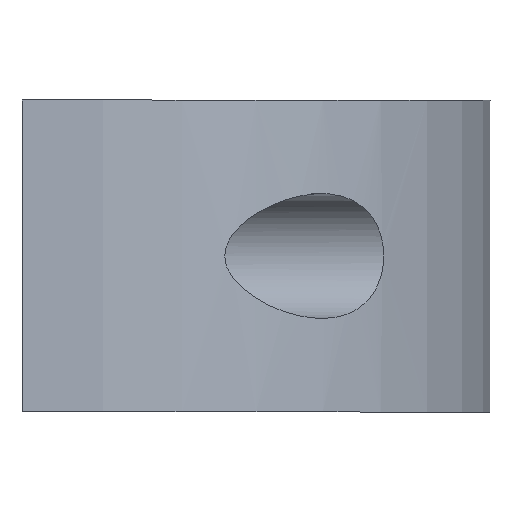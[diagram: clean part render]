
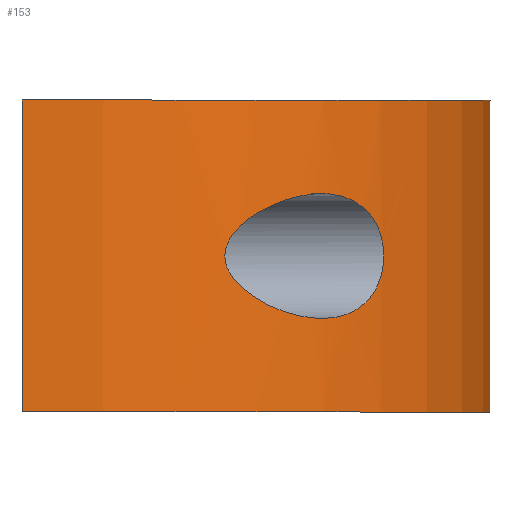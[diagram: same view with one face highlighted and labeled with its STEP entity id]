
A CAD part, left-side view. The second image highlights one B-rep face of the part: STEP entity #153.
In plain terms, the highlighted cylindrical face has radius 15 mm (diameter 30 mm), a partial arc.
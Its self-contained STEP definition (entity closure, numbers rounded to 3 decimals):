
#19=FACE_BOUND('',#34,.T.);
#20=FACE_BOUND('',#35,.T.);
#25=FACE_OUTER_BOUND('',#33,.T.);
#33=EDGE_LOOP('',(#117,#118,#119,#120));
#34=EDGE_LOOP('',(#121,#122));
#35=EDGE_LOOP('',(#123,#124));
#43=B_SPLINE_CURVE_WITH_KNOTS('',3,(#243,#244,#245,#246,#247,#248,#249,
#250,#251,#252,#253,#254,#255,#256,#257,#258,#259,#260,#261,#262),
 .UNSPECIFIED.,.F.,.F.,(4,2,2,2,2,2,2,2,2,4),(0.,0.036,0.072,
0.144,0.323,0.501,0.578,
0.654,0.712,0.77),.UNSPECIFIED.);
#44=B_SPLINE_CURVE_WITH_KNOTS('',3,(#263,#264,#265,#266,#267,#268,#269,
#270,#271,#272,#273,#274,#275,#276,#277,#278,#279,#280,#281,#282),
 .UNSPECIFIED.,.F.,.F.,(4,2,2,2,2,2,2,2,2,4),(0.77,0.828,
0.886,0.962,1.039,1.217,1.396,
1.468,1.504,1.54),.UNSPECIFIED.);
#45=B_SPLINE_CURVE_WITH_KNOTS('',3,(#289,#290,#291,#292,#293,#294,#295,
#296,#297,#298,#299,#300,#301,#302,#303,#304,#305,#306,#307,#308),
 .UNSPECIFIED.,.F.,.F.,(4,2,2,2,2,2,2,2,2,4),(0.,0.053,0.105,
0.175,0.244,0.415,0.585,0.722,
0.76,0.799),.UNSPECIFIED.);
#46=B_SPLINE_CURVE_WITH_KNOTS('',3,(#309,#310,#311,#312,#313,#314,#315,
#316,#317,#318,#319,#320,#321,#322,#323,#324,#325,#326,#327,#328),
 .UNSPECIFIED.,.F.,.F.,(4,2,2,2,2,2,2,2,2,4),(0.799,0.837,
0.875,1.012,1.182,1.353,1.423,
1.492,1.545,1.597),.UNSPECIFIED.);
#49=LINE('',#334,#59);
#50=LINE('',#337,#60);
#59=VECTOR('',#212,10.);
#60=VECTOR('',#215,10.);
#69=CIRCLE('',#187,15.);
#70=CIRCLE('',#188,15.);
#74=VERTEX_POINT('',#240);
#75=VERTEX_POINT('',#242);
#77=VERTEX_POINT('',#286);
#78=VERTEX_POINT('',#288);
#79=VERTEX_POINT('',#330);
#80=VERTEX_POINT('',#331);
#81=VERTEX_POINT('',#333);
#82=VERTEX_POINT('',#335);
#89=EDGE_CURVE('',#75,#74,#43,.T.);
#90=EDGE_CURVE('',#74,#75,#44,.T.);
#93=EDGE_CURVE('',#78,#77,#45,.T.);
#94=EDGE_CURVE('',#77,#78,#46,.T.);
#95=EDGE_CURVE('',#79,#80,#69,.T.);
#96=EDGE_CURVE('',#79,#81,#49,.T.);
#97=EDGE_CURVE('',#82,#81,#70,.T.);
#98=EDGE_CURVE('',#80,#82,#50,.T.);
#117=ORIENTED_EDGE('',*,*,#95,.F.);
#118=ORIENTED_EDGE('',*,*,#96,.T.);
#119=ORIENTED_EDGE('',*,*,#97,.F.);
#120=ORIENTED_EDGE('',*,*,#98,.F.);
#121=ORIENTED_EDGE('',*,*,#89,.T.);
#122=ORIENTED_EDGE('',*,*,#90,.T.);
#123=ORIENTED_EDGE('',*,*,#93,.T.);
#124=ORIENTED_EDGE('',*,*,#94,.T.);
#149=CYLINDRICAL_SURFACE('',#186,15.);
#153=ADVANCED_FACE('',(#25,#19,#20),#149,.T.);
#186=AXIS2_PLACEMENT_3D('',#329,#208,#209);
#187=AXIS2_PLACEMENT_3D('',#332,#210,#211);
#188=AXIS2_PLACEMENT_3D('',#336,#213,#214);
#208=DIRECTION('center_axis',(0.,0.,1.));
#209=DIRECTION('ref_axis',(-1.,0.,0.));
#210=DIRECTION('center_axis',(0.,0.,
-1.));
#211=DIRECTION('ref_axis',(-1.,0.,0.));
#212=DIRECTION('',(0.,0.,1.));
#213=DIRECTION('center_axis',(0.,0.,
1.));
#214=DIRECTION('ref_axis',(-1.,0.,0.));
#215=DIRECTION('',(0.,0.,1.));
#240=CARTESIAN_POINT('',(-80.023,94.323,-149.317));
#242=CARTESIAN_POINT('',(-76.023,98.84,-149.317));
#243=CARTESIAN_POINT('Ctrl Pts',(-76.023,98.84,-149.317));
#244=CARTESIAN_POINT('Ctrl Pts',(-76.023,98.84,-149.437));
#245=CARTESIAN_POINT('Ctrl Pts',(-76.034,98.821,-149.556));
#246=CARTESIAN_POINT('Ctrl Pts',(-76.074,98.751,-149.783));
#247=CARTESIAN_POINT('Ctrl Pts',(-76.104,98.7,-149.892));
#248=CARTESIAN_POINT('Ctrl Pts',(-76.214,98.515,-150.199));
#249=CARTESIAN_POINT('Ctrl Pts',(-76.317,98.349,-150.376));
#250=CARTESIAN_POINT('Ctrl Pts',(-76.684,97.78,-150.865));
#251=CARTESIAN_POINT('Ctrl Pts',(-77.027,97.297,-151.099));
#252=CARTESIAN_POINT('Ctrl Pts',(-77.803,96.348,-151.346));
#253=CARTESIAN_POINT('Ctrl Pts',(-78.237,95.883,-151.354));
#254=CARTESIAN_POINT('Ctrl Pts',(-78.834,95.312,-151.155));
#255=CARTESIAN_POINT('Ctrl Pts',(-79.028,95.136,-151.06));
#256=CARTESIAN_POINT('Ctrl Pts',(-79.389,94.823,-150.794));
#257=CARTESIAN_POINT('Ctrl Pts',(-79.556,94.687,-150.622));
#258=CARTESIAN_POINT('Ctrl Pts',(-79.784,94.506,-150.281));
#259=CARTESIAN_POINT('Ctrl Pts',(-79.873,94.437,-150.103));
#260=CARTESIAN_POINT('Ctrl Pts',(-79.993,94.346,-149.717));
#261=CARTESIAN_POINT('Ctrl Pts',(-80.023,94.323,-149.51));
#262=CARTESIAN_POINT('Ctrl Pts',(-80.023,94.323,-149.317));
#263=CARTESIAN_POINT('Ctrl Pts',(-80.023,94.323,-149.317));
#264=CARTESIAN_POINT('Ctrl Pts',(-80.023,94.323,-149.123));
#265=CARTESIAN_POINT('Ctrl Pts',(-79.993,94.346,-148.917));
#266=CARTESIAN_POINT('Ctrl Pts',(-79.873,94.437,-148.531));
#267=CARTESIAN_POINT('Ctrl Pts',(-79.784,94.506,-148.353));
#268=CARTESIAN_POINT('Ctrl Pts',(-79.556,94.687,-148.012));
#269=CARTESIAN_POINT('Ctrl Pts',(-79.389,94.823,-147.84));
#270=CARTESIAN_POINT('Ctrl Pts',(-79.028,95.136,-147.574));
#271=CARTESIAN_POINT('Ctrl Pts',(-78.834,95.312,-147.479));
#272=CARTESIAN_POINT('Ctrl Pts',(-78.237,95.883,-147.28));
#273=CARTESIAN_POINT('Ctrl Pts',(-77.803,96.348,-147.288));
#274=CARTESIAN_POINT('Ctrl Pts',(-77.027,97.297,-147.535));
#275=CARTESIAN_POINT('Ctrl Pts',(-76.684,97.78,-147.769));
#276=CARTESIAN_POINT('Ctrl Pts',(-76.317,98.349,-148.258));
#277=CARTESIAN_POINT('Ctrl Pts',(-76.214,98.515,-148.435));
#278=CARTESIAN_POINT('Ctrl Pts',(-76.104,98.7,-148.742));
#279=CARTESIAN_POINT('Ctrl Pts',(-76.074,98.751,-148.851));
#280=CARTESIAN_POINT('Ctrl Pts',(-76.034,98.821,-149.078));
#281=CARTESIAN_POINT('Ctrl Pts',(-76.023,98.84,-149.197));
#282=CARTESIAN_POINT('Ctrl Pts',(-76.023,98.84,-149.317));
#286=CARTESIAN_POINT('',(-102.54,99.82,-149.317));
#288=CARTESIAN_POINT('',(-98.54,94.729,-149.317));
#289=CARTESIAN_POINT('Ctrl Pts',(-98.54,94.729,-149.317));
#290=CARTESIAN_POINT('Ctrl Pts',(-98.54,94.729,-149.492));
#291=CARTESIAN_POINT('Ctrl Pts',(-98.564,94.749,-149.68));
#292=CARTESIAN_POINT('Ctrl Pts',(-98.663,94.831,-150.033));
#293=CARTESIAN_POINT('Ctrl Pts',(-98.737,94.893,-150.199));
#294=CARTESIAN_POINT('Ctrl Pts',(-98.927,95.057,-150.519));
#295=CARTESIAN_POINT('Ctrl Pts',(-99.068,95.181,-150.686));
#296=CARTESIAN_POINT('Ctrl Pts',(-99.375,95.467,-150.956));
#297=CARTESIAN_POINT('Ctrl Pts',(-99.542,95.628,-151.059));
#298=CARTESIAN_POINT('Ctrl Pts',(-100.077,96.17,-151.307));
#299=CARTESIAN_POINT('Ctrl Pts',(-100.481,96.624,-151.351));
#300=CARTESIAN_POINT('Ctrl Pts',(-101.222,97.574,-151.234));
#301=CARTESIAN_POINT('Ctrl Pts',(-101.558,98.069,-151.074));
#302=CARTESIAN_POINT('Ctrl Pts',(-102.046,98.869,-150.663));
#303=CARTESIAN_POINT('Ctrl Pts',(-102.27,99.281,-150.385));
#304=CARTESIAN_POINT('Ctrl Pts',(-102.442,99.62,-149.943));
#305=CARTESIAN_POINT('Ctrl Pts',(-102.477,99.692,-149.828));
#306=CARTESIAN_POINT('Ctrl Pts',(-102.526,99.792,-149.579));
#307=CARTESIAN_POINT('Ctrl Pts',(-102.54,99.82,-149.445));
#308=CARTESIAN_POINT('Ctrl Pts',(-102.54,99.82,-149.317));
#309=CARTESIAN_POINT('Ctrl Pts',(-102.54,99.82,-149.317));
#310=CARTESIAN_POINT('Ctrl Pts',(-102.54,99.82,-149.189));
#311=CARTESIAN_POINT('Ctrl Pts',(-102.526,99.792,-149.055));
#312=CARTESIAN_POINT('Ctrl Pts',(-102.477,99.692,-148.806));
#313=CARTESIAN_POINT('Ctrl Pts',(-102.442,99.62,-148.691));
#314=CARTESIAN_POINT('Ctrl Pts',(-102.27,99.281,-148.249));
#315=CARTESIAN_POINT('Ctrl Pts',(-102.046,98.869,-147.971));
#316=CARTESIAN_POINT('Ctrl Pts',(-101.558,98.069,-147.56));
#317=CARTESIAN_POINT('Ctrl Pts',(-101.222,97.574,-147.4));
#318=CARTESIAN_POINT('Ctrl Pts',(-100.481,96.624,-147.283));
#319=CARTESIAN_POINT('Ctrl Pts',(-100.077,96.17,-147.327));
#320=CARTESIAN_POINT('Ctrl Pts',(-99.542,95.628,-147.575));
#321=CARTESIAN_POINT('Ctrl Pts',(-99.375,95.467,-147.678));
#322=CARTESIAN_POINT('Ctrl Pts',(-99.068,95.181,-147.948));
#323=CARTESIAN_POINT('Ctrl Pts',(-98.927,95.057,-148.115));
#324=CARTESIAN_POINT('Ctrl Pts',(-98.737,94.893,-148.435));
#325=CARTESIAN_POINT('Ctrl Pts',(-98.663,94.831,-148.601));
#326=CARTESIAN_POINT('Ctrl Pts',(-98.564,94.749,-148.954));
#327=CARTESIAN_POINT('Ctrl Pts',(-98.54,94.729,-149.142));
#328=CARTESIAN_POINT('Ctrl Pts',(-98.54,94.729,-149.317));
#329=CARTESIAN_POINT('Origin',(-89.023,106.323,-154.317));
#330=CARTESIAN_POINT('',(-74.023,106.323,-154.317));
#331=CARTESIAN_POINT('',(-104.023,106.323,-154.317));
#332=CARTESIAN_POINT('Origin',(-89.023,106.323,-154.317));
#333=CARTESIAN_POINT('',(-74.023,106.323,-144.317));
#334=CARTESIAN_POINT('',(-74.023,106.323,-154.317));
#335=CARTESIAN_POINT('',(-104.023,106.323,-144.317));
#336=CARTESIAN_POINT('Origin',(-89.023,106.323,-144.317));
#337=CARTESIAN_POINT('',(-104.023,106.323,-154.317));
